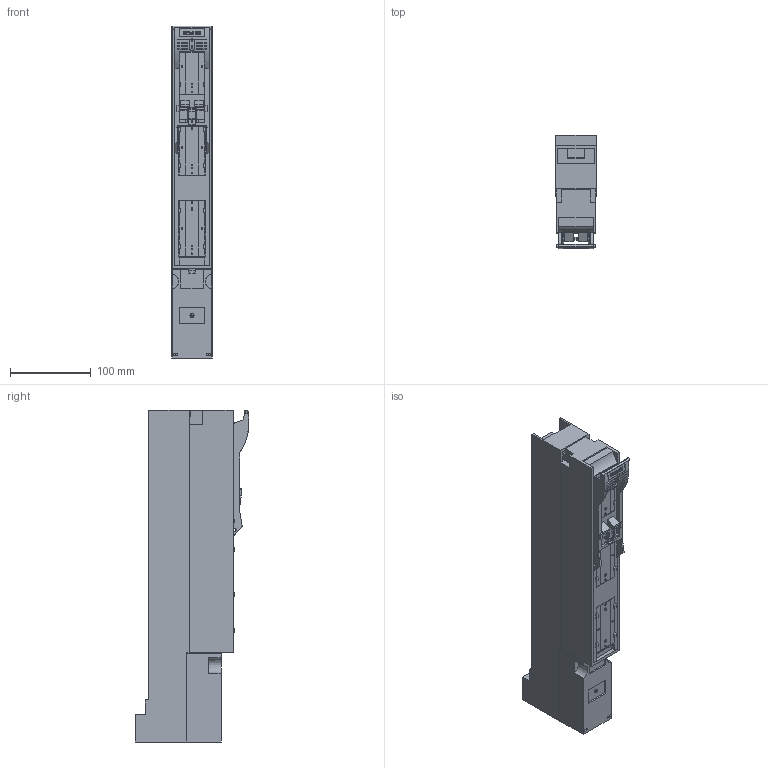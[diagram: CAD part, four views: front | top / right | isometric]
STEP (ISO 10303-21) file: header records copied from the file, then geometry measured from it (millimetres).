
FILE_DESCRIPTION(/* description */ (''),/* implementation_level */ '2;1');
FILE_NAME(/* name */ '3NJ41033BF12_v.stp',/* time_stamp */ '2023-05-26T14:44:48+02:00',/* author */ (''),/* organization */ (''),/* preprocessor_version */ 'ST-DEVELOPER v18.101',/* originating_system */ 'SIEMENS PLM Software NX 2008',/* authorisation */ '');
FILE_SCHEMA (('AUTOMOTIVE_DESIGN { 1 0 10303 214 3 1 1 1 }'));
Length unit declared in the file: millimetre
Products named in the file (1): 3NJ41033BF12_v7_final
Bounding box: 50 x 140.69 x 410 mm (x, y, z)
Volume: 1317903 mm3; surface area: 261896 mm2
Topology: 7 solids, 8 shells, 1205 faces, 3544 edges, 2345 vertices
Faces by surface type: plane 1015, cylinder 107, cone 59, extrusion 18, bspline 3, torus 3
Full cylindrical faces by diameter (mm): 3 x3, 3.359 x1, 3.376 x1, 3.6 x6, 3.73 x2, 4 x1, 4.5 x1, 5 x1, 5.07 x1, 8 x3, 9 x3, 10.5 x3
Entity records: 43856 total; most frequent: CARTESIAN_POINT 8813, ORIENTED_EDGE 6940, DIRECTION 5949, EDGE_CURVE 3470, VECTOR 2907, LINE 2889, VERTEX_POINT 2325, AXIS2_PLACEMENT_3D 1521
